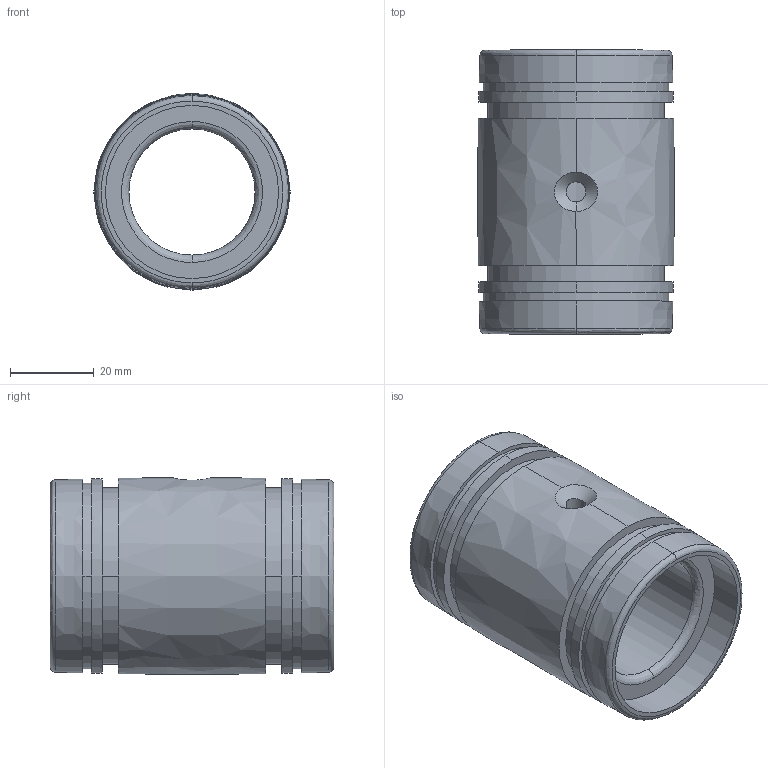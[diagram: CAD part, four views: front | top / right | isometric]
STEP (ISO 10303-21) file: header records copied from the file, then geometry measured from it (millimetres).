
FILE_DESCRIPTION (( 'STEP AP214' ), '1' );
FILE_NAME ('L30SA.STEP', '2020-11-18T14:58:35', ( '' ), ( '' ), 'SwSTEP 2.0', 'SolidWorks 2013', '' );
FILE_SCHEMA (( 'AUTOMOTIVE_DESIGN' ));
Length unit declared in the file: inch
Products named in the file (1): L30SA
Bounding box: 46.9 x 67.75 x 46.91 mm (x, y, z)
Volume: 53631.9 mm3; surface area: 20330.1 mm2
Topology: 1 solids, 1 shells, 56 faces, 130 edges, 85 vertices
Faces by surface type: bspline 24, cylinder 20, plane 12
Entity records: 2647 total; most frequent: CARTESIAN_POINT 1364, DIRECTION 268, ORIENTED_EDGE 260, EDGE_CURVE 130, AXIS2_PLACEMENT_3D 124, CIRCLE 91, VERTEX_POINT 85, EDGE_LOOP 69
